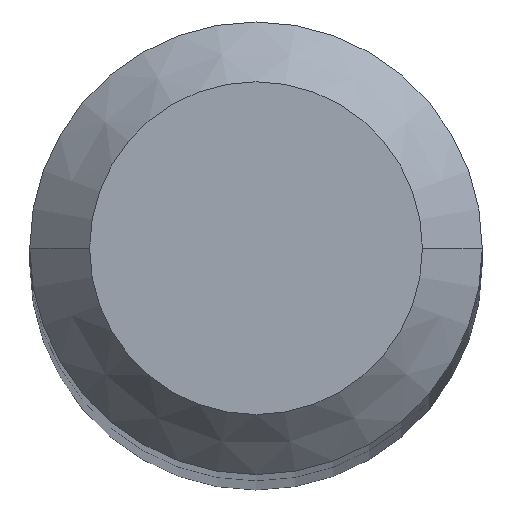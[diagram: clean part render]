
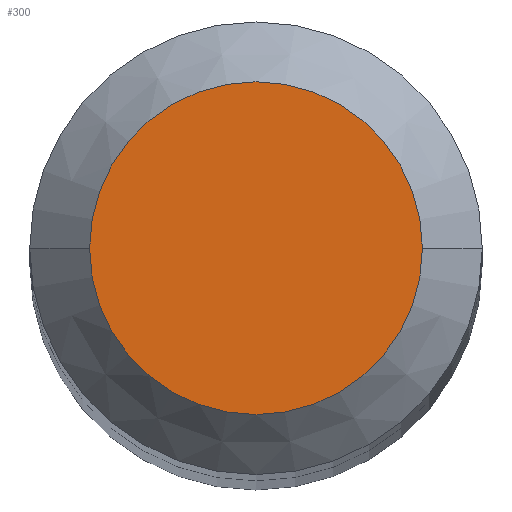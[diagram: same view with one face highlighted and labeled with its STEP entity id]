
A CAD part, top view. The second image highlights one B-rep face of the part: STEP entity #300.
In plain terms, the highlighted planar face has unit normal (0, 0, 1).
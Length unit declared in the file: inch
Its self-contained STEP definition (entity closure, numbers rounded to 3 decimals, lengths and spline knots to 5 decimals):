
#9 = EDGE_CURVE ( 'NONE', #17, #186, #175, .T. ) ;
#17 = VERTEX_POINT ( 'NONE', #53 ) ;
#18 = CIRCLE ( 'NONE', #210, 0.08685 ) ;
#23 = DIRECTION ( 'NONE',  ( -1., 0., 0. ) ) ;
#33 = PLANE ( 'NONE',  #119 ) ;
#51 = DIRECTION ( 'NONE',  ( 1., 0., 0. ) ) ;
#52 = DIRECTION ( 'NONE',  ( 0., 0., 1. ) ) ;
#53 = CARTESIAN_POINT ( 'NONE',  ( 0.08685, 0., 0. ) ) ;
#77 = ORIENTED_EDGE ( 'NONE', *, *, #370, .T. ) ;
#119 = AXIS2_PLACEMENT_3D ( 'NONE', #150, #288, #23 ) ;
#123 = DIRECTION ( 'NONE',  ( 0., 0., 1. ) ) ;
#150 = CARTESIAN_POINT ( 'NONE',  ( 0., 0., 0. ) ) ;
#152 = DIRECTION ( 'NONE',  ( 1., 0., 0. ) ) ;
#167 = EDGE_LOOP ( 'NONE', ( #77, #369 ) ) ;
#175 = CIRCLE ( 'NONE', #291, 0.08685 ) ;
#186 = VERTEX_POINT ( 'NONE', #358 ) ;
#196 = CARTESIAN_POINT ( 'NONE',  ( 0., 0., 0. ) ) ;
#208 = FACE_OUTER_BOUND ( 'NONE', #167, .T. ) ;
#210 = AXIS2_PLACEMENT_3D ( 'NONE', #299, #123, #152 ) ;
#288 = DIRECTION ( 'NONE',  ( 0., 0., -1. ) ) ;
#291 = AXIS2_PLACEMENT_3D ( 'NONE', #196, #52, #51 ) ;
#299 = CARTESIAN_POINT ( 'NONE',  ( 0., 0., 0. ) ) ;
#300 = ADVANCED_FACE ( 'NONE', ( #208 ), #33, .F. ) ;
#358 = CARTESIAN_POINT ( 'NONE',  ( -0.08685, 0., 0. ) ) ;
#369 = ORIENTED_EDGE ( 'NONE', *, *, #9, .T. ) ;
#370 = EDGE_CURVE ( 'NONE', #186, #17, #18, .T. ) ;
